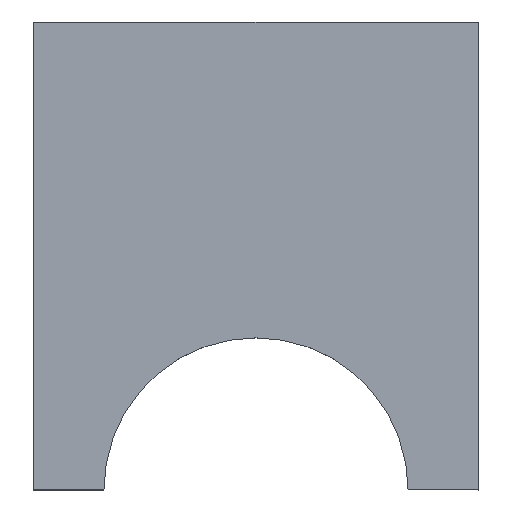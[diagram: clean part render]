
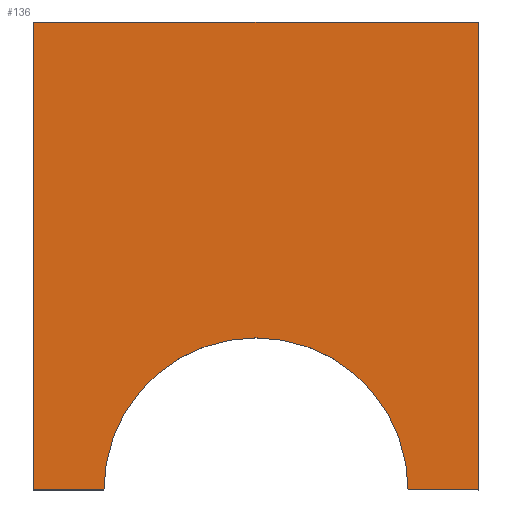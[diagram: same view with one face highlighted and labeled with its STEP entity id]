
A CAD part, top view. The second image highlights one B-rep face of the part: STEP entity #136.
In plain terms, the highlighted planar face has unit normal (0, 0, 1).
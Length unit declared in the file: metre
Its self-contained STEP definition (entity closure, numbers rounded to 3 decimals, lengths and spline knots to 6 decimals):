
#13=CIRCLE('',#158,0.000325);
#15=ORIENTED_EDGE('',*,*,#51,.F.);
#16=ORIENTED_EDGE('',*,*,#52,.F.);
#17=ORIENTED_EDGE('',*,*,#53,.F.);
#18=ORIENTED_EDGE('',*,*,#54,.F.);
#19=ORIENTED_EDGE('',*,*,#55,.F.);
#20=ORIENTED_EDGE('',*,*,#56,.F.);
#51=EDGE_CURVE('',#69,#70,#81,.T.);
#52=EDGE_CURVE('',#71,#69,#82,.T.);
#53=EDGE_CURVE('',#72,#71,#83,.T.);
#54=EDGE_CURVE('',#73,#72,#84,.T.);
#55=EDGE_CURVE('',#74,#73,#85,.T.);
#56=EDGE_CURVE('',#70,#74,#13,.T.);
#69=VERTEX_POINT('',#208);
#70=VERTEX_POINT('',#209);
#71=VERTEX_POINT('',#211);
#72=VERTEX_POINT('',#213);
#73=VERTEX_POINT('',#215);
#74=VERTEX_POINT('',#217);
#81=LINE('',#207,#97);
#82=LINE('',#210,#98);
#83=LINE('',#212,#99);
#84=LINE('',#214,#100);
#85=LINE('',#216,#101);
#97=VECTOR('',#171,1.);
#98=VECTOR('',#172,1.);
#99=VECTOR('',#173,1.);
#100=VECTOR('',#174,1.);
#101=VECTOR('',#175,1.);
#113=EDGE_LOOP('',(#15,#16,#17,#18,#19,#20));
#121=FACE_BOUND('',#113,.T.);
#129=PLANE('',#157);
#136=ADVANCED_FACE('',(#121),#129,.F.);
#157=AXIS2_PLACEMENT_3D('',#206,#169,#170);
#158=AXIS2_PLACEMENT_3D('',#218,#176,#177);
#169=DIRECTION('',(0.,0.,-1.));
#170=DIRECTION('',(0.,-1.,0.));
#171=DIRECTION('',(-1.,0.,0.));
#172=DIRECTION('',(0.,-1.,0.));
#173=DIRECTION('',(1.,0.,0.));
#174=DIRECTION('',(0.,1.,0.));
#175=DIRECTION('',(-1.,0.,0.));
#176=DIRECTION('',(0.,0.,1.));
#177=DIRECTION('',(0.,1.,0.));
#206=CARTESIAN_POINT('',(-0.003,-0.011495,0.00095));
#207=CARTESIAN_POINT('',(-0.003325,-0.012,0.00095));
#208=CARTESIAN_POINT('',(-0.002525,-0.012,0.00095));
#209=CARTESIAN_POINT('',(-0.002675,-0.012,0.00095));
#210=CARTESIAN_POINT('',(-0.002525,-0.0115,0.00095));
#211=CARTESIAN_POINT('',(-0.002525,-0.011,0.00095));
#212=CARTESIAN_POINT('',(-0.003475,-0.011,0.00095));
#213=CARTESIAN_POINT('',(-0.003475,-0.011,0.00095));
#214=CARTESIAN_POINT('',(-0.003475,-0.012,0.00095));
#215=CARTESIAN_POINT('',(-0.003475,-0.012,0.00095));
#216=CARTESIAN_POINT('',(-0.003325,-0.012,0.00095));
#217=CARTESIAN_POINT('',(-0.003325,-0.012,0.00095));
#218=CARTESIAN_POINT('',(-0.003,-0.012,0.00095));
